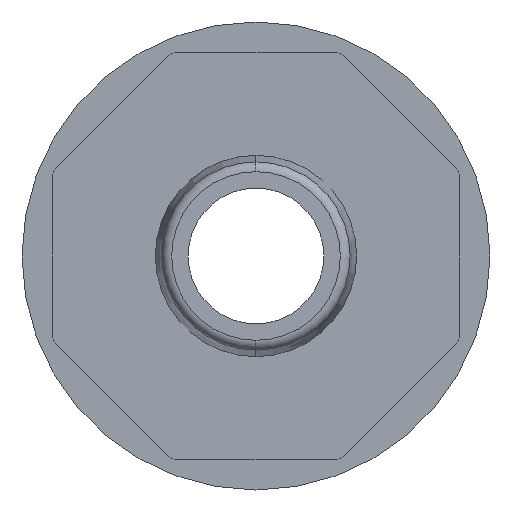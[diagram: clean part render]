
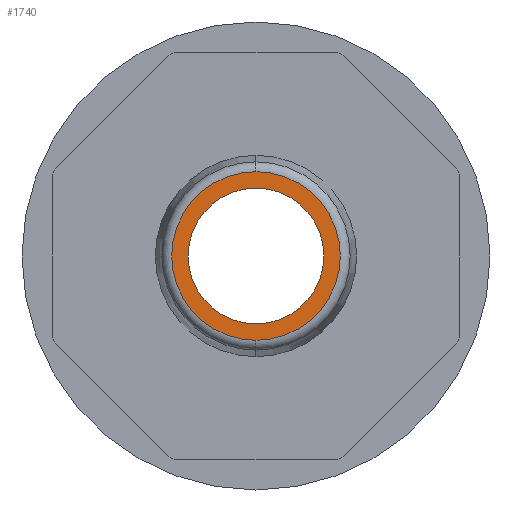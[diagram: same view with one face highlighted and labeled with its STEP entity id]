
A CAD part, left-side view. The second image highlights one B-rep face of the part: STEP entity #1740.
In plain terms, the highlighted planar face has unit normal (-1, 0, 0).
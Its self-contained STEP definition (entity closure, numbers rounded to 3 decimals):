
#38 = CARTESIAN_POINT ( 'NONE',  ( -71.3, 0., 0. ) ) ;
#39 = DIRECTION ( 'NONE',  ( -1., 0., 0. ) ) ;
#40 = DIRECTION ( 'NONE',  ( 0., 0., 1. ) ) ;
#187 = EDGE_LOOP ( 'NONE', ( #2709, #2710 ) ) ;
#194 = EDGE_LOOP ( 'NONE', ( #2711, #2712 ) ) ;
#214 = VERTEX_POINT ( 'NONE', #5900 ) ;
#215 = VERTEX_POINT ( 'NONE', #5901 ) ;
#470 = CIRCLE ( 'NONE', #473, 6.85 ) ;
#472 = CIRCLE ( 'NONE', #475, 8.504 ) ;
#473 = AXIS2_PLACEMENT_3D ( 'NONE', #5394, #5395, #5396 ) ;
#475 = AXIS2_PLACEMENT_3D ( 'NONE', #5398, #5399, #5400 ) ;
#593 = AXIS2_PLACEMENT_3D ( 'NONE', #4978, #4985, #4986 ) ;
#795 = CARTESIAN_POINT ( 'NONE',  ( -71.3, 0., 0. ) ) ;
#796 = DIRECTION ( 'NONE',  ( -1., 0., 0. ) ) ;
#797 = DIRECTION ( 'NONE',  ( 0., 0., -1. ) ) ;
#859 = EDGE_CURVE ( 'NONE', #214, #215, #1335, .T. ) ;
#914 = EDGE_CURVE ( 'NONE', #2820, #2828, #6259, .T. ) ;
#1329 = AXIS2_PLACEMENT_3D ( 'NONE', #38, #39, #40 ) ;
#1335 = CIRCLE ( 'NONE', #1329, 6.85 ) ;
#1740 = ADVANCED_FACE ( 'NONE', ( #4982, #4975 ), #4983, .F. ) ;
#1859 = EDGE_CURVE ( 'NONE', #215, #214, #470, .T. ) ;
#1860 = EDGE_CURVE ( 'NONE', #2828, #2820, #472, .T. ) ;
#1940 = AXIS2_PLACEMENT_3D ( 'NONE', #795, #796, #797 ) ;
#2709 = ORIENTED_EDGE ( 'NONE', *, *, #1860, .T. ) ;
#2710 = ORIENTED_EDGE ( 'NONE', *, *, #914, .T. ) ;
#2711 = ORIENTED_EDGE ( 'NONE', *, *, #1859, .F. ) ;
#2712 = ORIENTED_EDGE ( 'NONE', *, *, #859, .F. ) ;
#2820 = VERTEX_POINT ( 'NONE', #5861 ) ;
#2828 = VERTEX_POINT ( 'NONE', #5846 ) ;
#4975 = FACE_BOUND ( 'NONE', #194, .T. ) ;
#4978 = CARTESIAN_POINT ( 'NONE',  ( -71.3, 6.85, 0. ) ) ;
#4982 = FACE_OUTER_BOUND ( 'NONE', #187, .T. ) ;
#4983 = PLANE ( 'NONE',  #593 ) ;
#4985 = DIRECTION ( 'NONE',  ( 1., 0., 0. ) ) ;
#4986 = DIRECTION ( 'NONE',  ( 0., 0., -1. ) ) ;
#5394 = CARTESIAN_POINT ( 'NONE',  ( -71.3, 0., 0. ) ) ;
#5395 = DIRECTION ( 'NONE',  ( -1., 0., 0. ) ) ;
#5396 = DIRECTION ( 'NONE',  ( 0., 0., 1. ) ) ;
#5398 = CARTESIAN_POINT ( 'NONE',  ( -71.3, 0., 0. ) ) ;
#5399 = DIRECTION ( 'NONE',  ( -1., 0., 0. ) ) ;
#5400 = DIRECTION ( 'NONE',  ( 0., 0., -1. ) ) ;
#5846 = CARTESIAN_POINT ( 'NONE',  ( -71.3, 0., -8.504 ) ) ;
#5861 = CARTESIAN_POINT ( 'NONE',  ( -71.3, 0., 8.504 ) ) ;
#5900 = CARTESIAN_POINT ( 'NONE',  ( -71.3, 0., -6.85 ) ) ;
#5901 = CARTESIAN_POINT ( 'NONE',  ( -71.3, 0., 6.85 ) ) ;
#6259 = CIRCLE ( 'NONE', #1940, 8.504 ) ;
